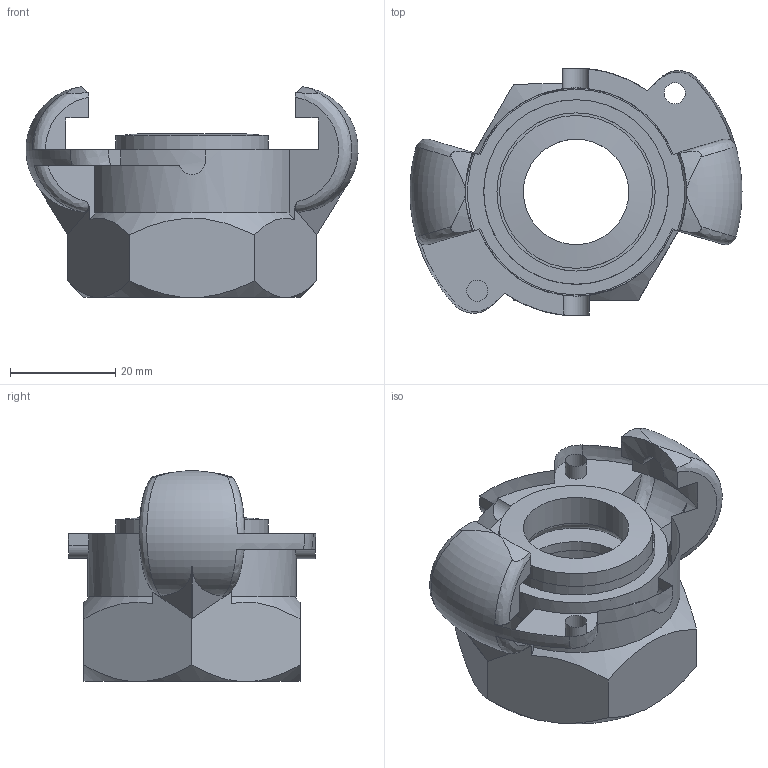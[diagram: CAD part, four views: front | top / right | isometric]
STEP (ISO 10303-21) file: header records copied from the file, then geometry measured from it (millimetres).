
FILE_DESCRIPTION(/* description */ ('KLAUNEN-INNENGEWINDEKUPPLUNG'),/* implementation_level */ '2;1');
FILE_NAME(/* name */ 'kiss_10.stp',/* time_stamp */ '2020-04-08T09:40:43+02:00',/* author */ ('meier'),/* organization */ (''),/* preprocessor_version */ 'ST-DEVELOPER v17',/* originating_system */ 'Autodesk Inventor 2018',/* authorisation */ '');
FILE_SCHEMA (('AUTOMOTIVE_DESIGN { 1 0 10303 214 3 1 1 }'));
Length unit declared in the file: millimetre
Products named in the file (3): ENG-011998; 20050907B0000008-00; 20050322B0000000-00
Assembly tree (2 placements, depth 2):
  ENG-011998
    20050907B0000008-00
    20050322B0000000-00
Bounding box: 62.98 x 46.99 x 39.91 mm (x, y, z)
Volume: 28632.7 mm3; surface area: 14954.8 mm2
Topology: 2 solids, 2 shells, 92 faces, 258 edges, 173 vertices
Faces by surface type: plane 45, cylinder 21, cone 11, bspline 8, sphere 4, torus 3
Full cylindrical faces by diameter (mm): 4 x2, 20 x1, 22 x1, 29 x1, 30 x1, 30.291 x1, 34.5 x1, 35 x1
Entity records: 4131 total; most frequent: CARTESIAN_POINT 1678, ORIENTED_EDGE 516, DIRECTION 426, EDGE_CURVE 258, VERTEX_POINT 173, AXIS2_PLACEMENT_3D 161, LINE 104, VECTOR 104
